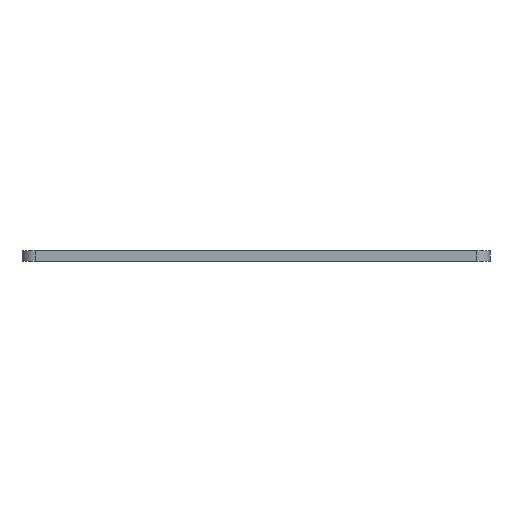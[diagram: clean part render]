
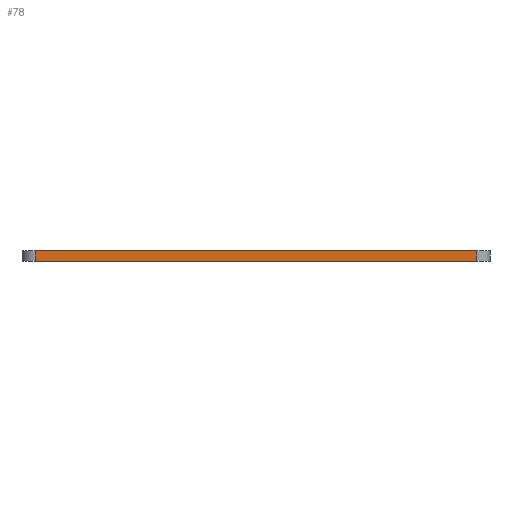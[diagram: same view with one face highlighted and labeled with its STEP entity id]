
A CAD part, front view. The second image highlights one B-rep face of the part: STEP entity #78.
In plain terms, the highlighted planar face has unit normal (0, -1, 0).
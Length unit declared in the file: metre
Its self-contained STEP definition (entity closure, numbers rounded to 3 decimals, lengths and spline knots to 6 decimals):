
#78 = ADVANCED_FACE( '', ( #179 ), #180, .F. );
#179 = FACE_OUTER_BOUND( '', #300, .T. );
#180 = PLANE( '', #301 );
#300 = EDGE_LOOP( '', ( #477, #478, #479, #480 ) );
#301 = AXIS2_PLACEMENT_3D( '', #481, #482, #483 );
#477 = ORIENTED_EDGE( '', *, *, #670, .F. );
#478 = ORIENTED_EDGE( '', *, *, #671, .T. );
#479 = ORIENTED_EDGE( '', *, *, #660, .T. );
#480 = ORIENTED_EDGE( '', *, *, #672, .T. );
#481 = CARTESIAN_POINT( '', ( -0.030422, -0.045339, 0.0016 ) );
#482 = DIRECTION( '', ( 0., 1., 0. ) );
#483 = DIRECTION( '', ( -1., 0., 0. ) );
#660 = EDGE_CURVE( '', #791, #789, #792, .T. );
#670 = EDGE_CURVE( '', #807, #808, #809, .T. );
#671 = EDGE_CURVE( '', #807, #791, #810, .T. );
#672 = EDGE_CURVE( '', #789, #808, #811, .F. );
#789 = VERTEX_POINT( '', #958 );
#791 = VERTEX_POINT( '', #960 );
#792 = LINE( '', #961, #962 );
#807 = VERTEX_POINT( '', #977 );
#808 = VERTEX_POINT( '', #978 );
#809 = LINE( '', #979, #980 );
#810 = LINE( '', #981, #982 );
#811 = LINE( '', #983, #984 );
#958 = CARTESIAN_POINT( '', ( 0.03356, -0.045339, 0. ) );
#960 = CARTESIAN_POINT( '', ( -0.03356, -0.045339, 0. ) );
#961 = CARTESIAN_POINT( '', ( -0.030422, -0.045339, 0. ) );
#962 = VECTOR( '', #1110, 1. );
#977 = CARTESIAN_POINT( '', ( -0.03356, -0.045339, 0.0016 ) );
#978 = CARTESIAN_POINT( '', ( 0.03356, -0.045339, 0.0016 ) );
#979 = CARTESIAN_POINT( '', ( -0.030422, -0.045339, 0.0016 ) );
#980 = VECTOR( '', #1132, 1. );
#981 = CARTESIAN_POINT( '', ( -0.03356, -0.045339, 0. ) );
#982 = VECTOR( '', #1133, 1. );
#983 = CARTESIAN_POINT( '', ( 0.03356, -0.045339, 0.0016 ) );
#984 = VECTOR( '', #1134, 1. );
#1110 = DIRECTION( '', ( 1., 0., 0. ) );
#1132 = DIRECTION( '', ( 1., 0., 0. ) );
#1133 = DIRECTION( '', ( 0., 0., -1. ) );
#1134 = DIRECTION( '', ( 0., 0., -1. ) );
